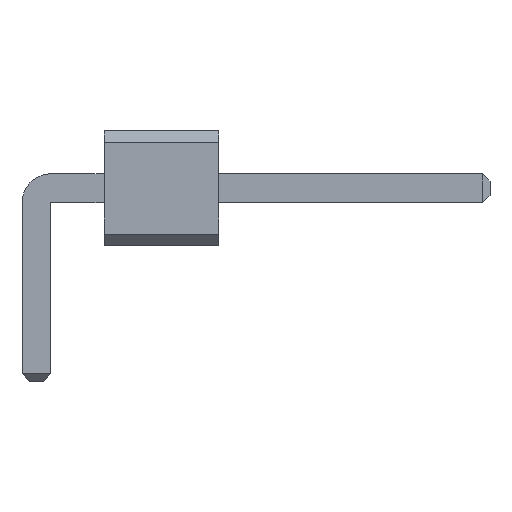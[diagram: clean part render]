
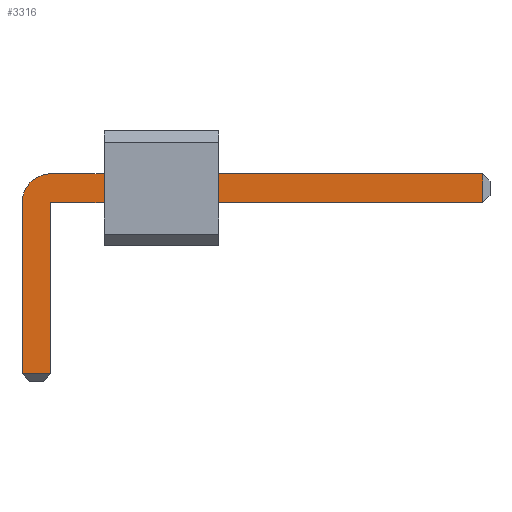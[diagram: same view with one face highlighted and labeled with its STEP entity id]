
A CAD part, front view. The second image highlights one B-rep face of the part: STEP entity #3316.
In plain terms, the highlighted planar face has unit normal (0, -1, 0).
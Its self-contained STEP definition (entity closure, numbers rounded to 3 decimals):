
#13=DIRECTION('',(0.,0.,1.));
#1468=VECTOR('',#13,1.);
#3116=VECTOR('',#3117,1.);
#3117=DIRECTION('',(1.,0.,0.));
#3123=VECTOR('',#3124,1.);
#3124=DIRECTION('',(0.,0.,-1.));
#3131=VECTOR('',#3132,1.);
#3132=DIRECTION('',(-1.,0.,0.));
#3153=DIRECTION('',(-0.,1.,0.));
#3157=DIRECTION('',(0.,1.,0.));
#3158=DIRECTION('',(1.,0.,0.));
#3165=VERTEX_POINT('',#3166);
#3166=CARTESIAN_POINT('',(0.32,-61.28,1.59));
#3168=ORIENTED_EDGE('',*,*,#3169,.T.);
#3169=EDGE_CURVE('',#3165,#3170,#3172,.T.);
#3170=VERTEX_POINT('',#3171);
#3171=CARTESIAN_POINT('',(9.88,-61.28,1.59));
#3172=LINE('',#3173,#3116);
#3173=CARTESIAN_POINT('',(-0.32,-61.28,1.59));
#3211=EDGE_CURVE('',#3212,#3165,#3214,.T.);
#3212=VERTEX_POINT('',#3213);
#3213=CARTESIAN_POINT('',(-0.32,-61.28,0.95));
#3214=CIRCLE('',#3215,0.64);
#3215=AXIS2_PLACEMENT_3D('',#3216,#3153,#3124);
#3216=CARTESIAN_POINT('',(0.32,-61.28,0.95));
#3228=VERTEX_POINT('',#3229);
#3229=CARTESIAN_POINT('',(9.88,-61.28,0.95));
#3231=ORIENTED_EDGE('',*,*,#3232,.T.);
#3232=EDGE_CURVE('',#3228,#3233,#3234,.T.);
#3233=VERTEX_POINT('',#3216);
#3234=LINE('',#3235,#3131);
#3235=CARTESIAN_POINT('',(10.04,-61.28,0.95));
#3247=VERTEX_POINT('',#3248);
#3248=CARTESIAN_POINT('',(-0.32,-61.28,-2.84));
#3250=ORIENTED_EDGE('',*,*,#3251,.T.);
#3251=EDGE_CURVE('',#3247,#3212,#3252,.T.);
#3252=LINE('',#3253,#1468);
#3253=CARTESIAN_POINT('',(-0.32,-61.28,-3.));
#3261=ORIENTED_EDGE('',*,*,#3262,.T.);
#3262=EDGE_CURVE('',#3233,#3263,#3265,.T.);
#3263=VERTEX_POINT('',#3264);
#3264=CARTESIAN_POINT('',(0.32,-61.28,-2.84));
#3265=LINE('',#3216,#3123);
#3316=ADVANCED_FACE('',(#3317),#3326,.F.);
#3317=FACE_BOUND('',#3318,.F.);
#3318=EDGE_LOOP('',(#3168,#3319,#3231,#3261,#3322,#3250,#3325));
#3319=ORIENTED_EDGE('',*,*,#3320,.T.);
#3320=EDGE_CURVE('',#3170,#3228,#3321,.T.);
#3321=LINE('',#3171,#3123);
#3322=ORIENTED_EDGE('',*,*,#3323,.T.);
#3323=EDGE_CURVE('',#3263,#3247,#3324,.T.);
#3324=LINE('',#3264,#3131);
#3325=ORIENTED_EDGE('',*,*,#3211,.T.);
#3326=PLANE('',#3327);
#3327=AXIS2_PLACEMENT_3D('',#3328,#3157,#3158);
#3328=CARTESIAN_POINT('',(3.576,-61.28,0.579));
